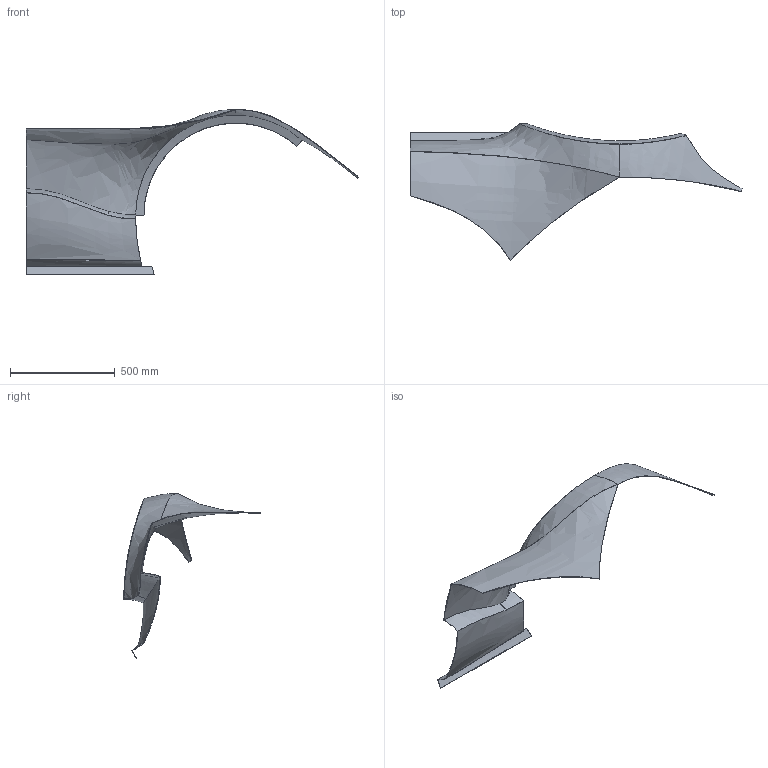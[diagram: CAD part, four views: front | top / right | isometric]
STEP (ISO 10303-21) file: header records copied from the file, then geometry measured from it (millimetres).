
FILE_DESCRIPTION(('CATIA V5 STEP Exchange'),'2;1');
FILE_NAME('Concept Car.stp','2025-09-09T04:23:36+00:00',('none'),('none'),'CATIA Version 5 Release 21 GA (IN-10)','CATIA V5 STEP AP203','none');
FILE_SCHEMA(('CONFIG_CONTROL_DESIGN'));
Length unit declared in the file: millimetre
Products named in the file (28): Concept Car; Carroceria; Bloco Frontal; Bloco Central; Bloco Posterior; Chassi; Estrutura; Suspensão Dianteira; Suspensão Traseira; Sistema de Direção; Sistema de Freio; Rodas e Pneus; Motor e Transmissão; Motor; Transmissão; Turbo; Sistema Elétrico; Chicote Elétrico; Unidade de Controle (ECU); Bateria; Iluminação; Sensores e Atuadores; Interior; Painel (Tabelier); Bancos; Revestimentos; Volante; Instrumentos
Assembly tree (28 placements, depth 4):
  Concept Car
    Carroceria
      Bloco Frontal
        #74
      Bloco Central
      Bloco Posterior
    Chassi
      Estrutura
      Suspensão Dianteira
      Suspensão Traseira
      Sistema de Direção
      Sistema de Freio
      Rodas e Pneus
    Motor e Transmissão
      Motor
      Transmissão
      Turbo
    Sistema Elétrico
      Chicote Elétrico
      Unidade de Controle (ECU)
      Bateria
      Iluminação
      Sensores e Atuadores
    Interior
      Painel (Tabelier)
      Bancos
      Revestimentos
      Volante
      Instrumentos
Bounding box: 1582.27 x 650.92 x 788.23 mm (x, y, z)
Volume: 1419897 mm3; surface area: 1784038.2 mm2
Topology: 1 solids, 1 shells, 39 faces, 111 edges, 74 vertices
Faces by surface type: bspline 27, extrusion 6, plane 6
Entity records: 23480 total; most frequent: CARTESIAN_POINT 22225, ORIENTED_EDGE 222, DIRECTION 138, EDGE_CURVE 111, B_SPLINE_CURVE_WITH_KNOTS 107, VERTEX_POINT 74, AXIS2_PLACEMENT_3D 61, PRODUCT_DEFINITION_SHAPE 57
